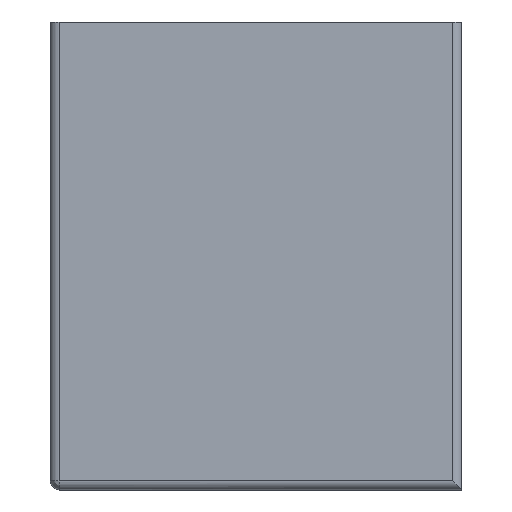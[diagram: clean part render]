
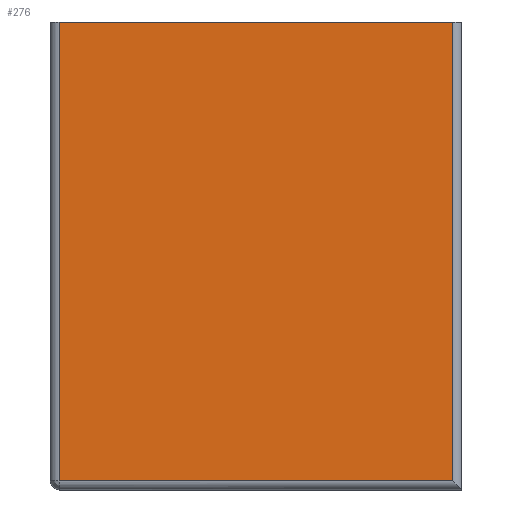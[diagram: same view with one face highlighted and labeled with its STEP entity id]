
A CAD part, left-side view. The second image highlights one B-rep face of the part: STEP entity #276.
In plain terms, the highlighted planar face has unit normal (-1, 0, 0).
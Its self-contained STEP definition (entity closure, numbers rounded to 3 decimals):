
#109 = VECTOR ( 'NONE', #5542, 1000. ) ;
#276 = ADVANCED_FACE ( 'NONE', ( #3850 ), #7256, .T. ) ;
#534 = EDGE_CURVE ( 'NONE', #3227, #4242, #8586, .T. ) ;
#673 = EDGE_CURVE ( 'NONE', #2313, #5311, #7221, .T. ) ;
#749 = DIRECTION ( 'NONE',  ( 0., 0., 1. ) ) ;
#904 = CARTESIAN_POINT ( 'NONE',  ( -37., -2.492, 50. ) ) ;
#1380 = EDGE_CURVE ( 'NONE', #2313, #3227, #2011, .T. ) ;
#1612 = CARTESIAN_POINT ( 'NONE',  ( -37., -22., 0. ) ) ;
#1795 = CARTESIAN_POINT ( 'NONE',  ( -37., -21., 0. ) ) ;
#2011 = LINE ( 'NONE', #4042, #109 ) ;
#2313 = VERTEX_POINT ( 'NONE', #3516 ) ;
#2499 = CARTESIAN_POINT ( 'NONE',  ( -37., -21., 1. ) ) ;
#2635 = ORIENTED_EDGE ( 'NONE', *, *, #673, .F. ) ;
#3004 = DIRECTION ( 'NONE',  ( 0., -1., 0. ) ) ;
#3227 = VERTEX_POINT ( 'NONE', #2499 ) ;
#3516 = CARTESIAN_POINT ( 'NONE',  ( -37., 21., 1. ) ) ;
#3718 = DIRECTION ( 'NONE',  ( 0., -1., 0. ) ) ;
#3749 = AXIS2_PLACEMENT_3D ( 'NONE', #1612, #8052, #3718 ) ;
#3831 = ORIENTED_EDGE ( 'NONE', *, *, #534, .T. ) ;
#3850 = FACE_OUTER_BOUND ( 'NONE', #4902, .T. ) ;
#4042 = CARTESIAN_POINT ( 'NONE',  ( -37., -22., 1. ) ) ;
#4242 = VERTEX_POINT ( 'NONE', #5615 ) ;
#4341 = ORIENTED_EDGE ( 'NONE', *, *, #1380, .T. ) ;
#4783 = DIRECTION ( 'NONE',  ( 0., 0., 1. ) ) ;
#4902 = EDGE_LOOP ( 'NONE', ( #3831, #5536, #2635, #4341 ) ) ;
#5311 = VERTEX_POINT ( 'NONE', #8380 ) ;
#5416 = VECTOR ( 'NONE', #3004, 1000. ) ;
#5536 = ORIENTED_EDGE ( 'NONE', *, *, #7092, .F. ) ;
#5542 = DIRECTION ( 'NONE',  ( 0., -1., 0. ) ) ;
#5615 = CARTESIAN_POINT ( 'NONE',  ( -37., -21., 50. ) ) ;
#5758 = VECTOR ( 'NONE', #4783, 1000. ) ;
#5997 = VECTOR ( 'NONE', #749, 1000. ) ;
#7092 = EDGE_CURVE ( 'NONE', #5311, #4242, #7331, .T. ) ;
#7221 = LINE ( 'NONE', #7877, #5997 ) ;
#7256 = PLANE ( 'NONE',  #3749 ) ;
#7331 = LINE ( 'NONE', #904, #5416 ) ;
#7877 = CARTESIAN_POINT ( 'NONE',  ( -37., 21., 0. ) ) ;
#8052 = DIRECTION ( 'NONE',  ( -1., 0., 0. ) ) ;
#8380 = CARTESIAN_POINT ( 'NONE',  ( -37., 21., 50. ) ) ;
#8586 = LINE ( 'NONE', #1795, #5758 ) ;
